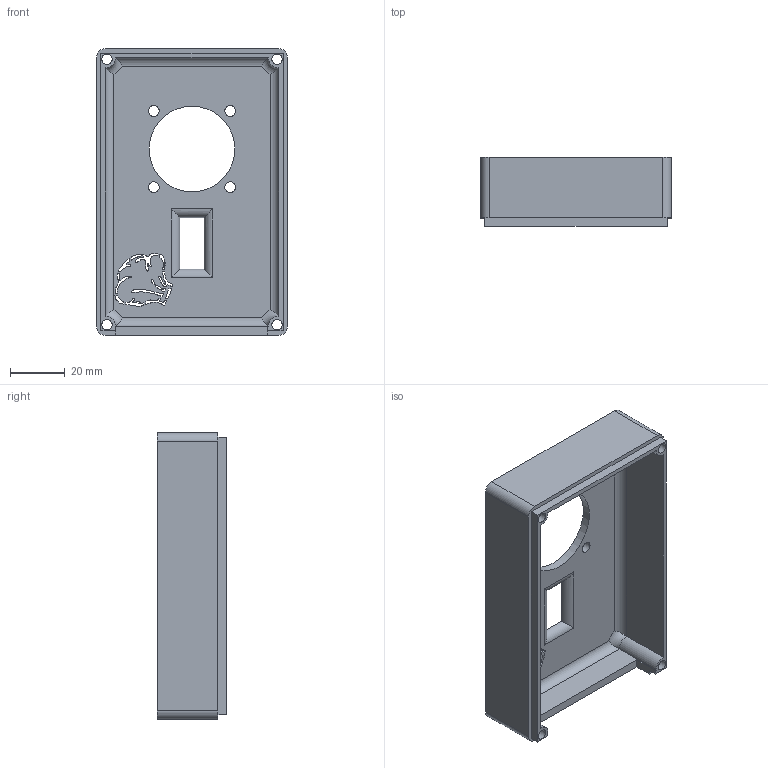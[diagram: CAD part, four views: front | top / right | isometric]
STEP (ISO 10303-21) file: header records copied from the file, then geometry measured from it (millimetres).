
FILE_DESCRIPTION(/* description */ (''),/* implementation_level */ '2;1');
FILE_NAME(/* name */ 'top.stp',/* time_stamp */ '2020-01-20T08:15:50-06:00',/* author */ ('Chris Gerth'),/* organization */ (''),/* preprocessor_version */ 'ST-DEVELOPER v18',/* originating_system */ 'Autodesk Inventor 2020',/* authorisation */ '');
FILE_SCHEMA (('AUTOMOTIVE_DESIGN { 1 0 10303 214 3 1 1 }'));
Length unit declared in the file: inch
Products named in the file (1): top
Bounding box: 70 x 25.4 x 105 mm (x, y, z)
Volume: 40779 mm3; surface area: 29278 mm2
Topology: 1 solids, 1 shells, 103 faces, 303 edges, 202 vertices
Faces by surface type: plane 45, bspline 29, cylinder 25, torus 4
Full cylindrical faces by diameter (mm): 3.81 x4, 4 x4, 31.411 x1
Entity records: 10826 total; most frequent: CARTESIAN_POINT 8215, ORIENTED_EDGE 606, DIRECTION 390, EDGE_CURVE 303, VERTEX_POINT 202, EDGE_LOOP 145, LINE 138, VECTOR 138
